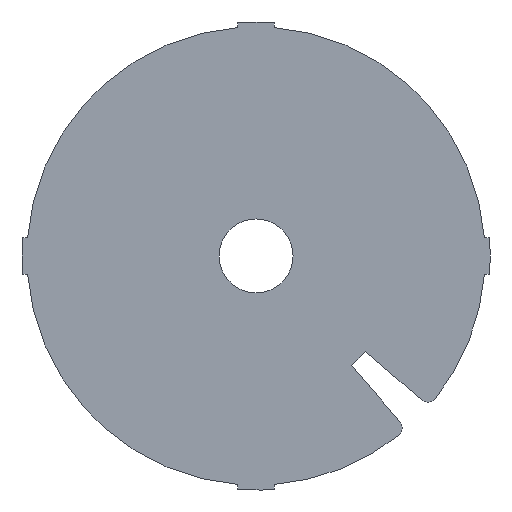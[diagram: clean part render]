
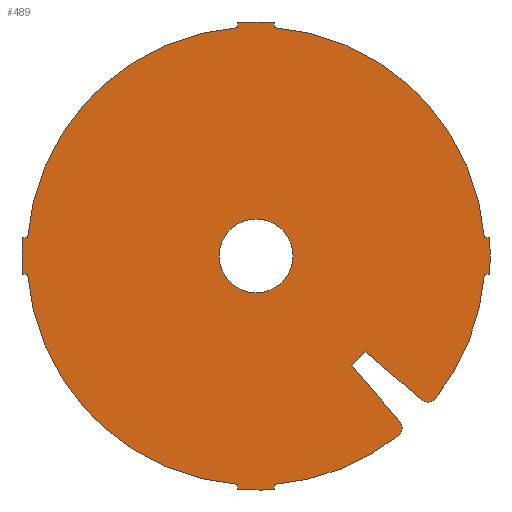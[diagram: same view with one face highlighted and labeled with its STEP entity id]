
A CAD part, front view. The second image highlights one B-rep face of the part: STEP entity #489.
In plain terms, the highlighted planar face has unit normal (0, -1, 0).
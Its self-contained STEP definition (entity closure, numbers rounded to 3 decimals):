
#20=FACE_BOUND('',#85,.T.);
#33=PLANE('',#553);
#58=FACE_OUTER_BOUND('',#84,.T.);
#84=EDGE_LOOP('',(#430,#431,#432,#433,#434,#435,#436,#437,#438,#439,#440,
#441,#442,#443,#444,#445,#446,#447,#448,#449,#450,#451));
#85=EDGE_LOOP('',(#452));
#87=LINE('',#715,#132);
#92=LINE('',#729,#137);
#97=LINE('',#747,#142);
#100=LINE('',#753,#145);
#103=LINE('',#759,#148);
#108=LINE('',#777,#153);
#112=LINE('',#789,#157);
#116=LINE('',#801,#161);
#120=LINE('',#813,#165);
#124=LINE('',#825,#169);
#128=LINE('',#837,#173);
#132=VECTOR('',#568,10.);
#137=VECTOR('',#581,10.);
#142=VECTOR('',#600,10.);
#145=VECTOR('',#605,10.);
#148=VECTOR('',#610,10.);
#153=VECTOR('',#629,10.);
#157=VECTOR('',#641,10.);
#161=VECTOR('',#653,10.);
#165=VECTOR('',#665,10.);
#169=VECTOR('',#677,10.);
#173=VECTOR('',#689,10.);
#177=CIRCLE('',#507,15.);
#178=CIRCLE('',#510,95.);
#180=CIRCLE('',#514,93.054);
#182=CIRCLE('',#517,4.);
#184=CIRCLE('',#523,4.);
#186=CIRCLE('',#526,93.074);
#188=CIRCLE('',#530,95.);
#190=CIRCLE('',#534,93.025);
#192=CIRCLE('',#538,95.);
#194=CIRCLE('',#542,93.025);
#196=CIRCLE('',#546,95.);
#198=CIRCLE('',#550,93.025);
#201=VERTEX_POINT('',#709);
#202=VERTEX_POINT('',#713);
#203=VERTEX_POINT('',#714);
#206=VERTEX_POINT('',#722);
#208=VERTEX_POINT('',#728);
#210=VERTEX_POINT('',#734);
#212=VERTEX_POINT('',#740);
#214=VERTEX_POINT('',#746);
#216=VERTEX_POINT('',#752);
#218=VERTEX_POINT('',#758);
#220=VERTEX_POINT('',#764);
#222=VERTEX_POINT('',#770);
#224=VERTEX_POINT('',#776);
#226=VERTEX_POINT('',#782);
#228=VERTEX_POINT('',#788);
#230=VERTEX_POINT('',#794);
#232=VERTEX_POINT('',#800);
#234=VERTEX_POINT('',#806);
#236=VERTEX_POINT('',#812);
#238=VERTEX_POINT('',#818);
#240=VERTEX_POINT('',#824);
#242=VERTEX_POINT('',#830);
#244=VERTEX_POINT('',#836);
#248=EDGE_CURVE('',#201,#201,#177,.T.);
#249=EDGE_CURVE('',#202,#203,#87,.T.);
#253=EDGE_CURVE('',#206,#203,#178,.T.);
#256=EDGE_CURVE('',#208,#206,#92,.T.);
#259=EDGE_CURVE('',#210,#208,#180,.T.);
#262=EDGE_CURVE('',#212,#210,#182,.T.);
#265=EDGE_CURVE('',#214,#212,#97,.T.);
#268=EDGE_CURVE('',#216,#214,#100,.T.);
#271=EDGE_CURVE('',#218,#216,#103,.T.);
#274=EDGE_CURVE('',#220,#218,#184,.T.);
#277=EDGE_CURVE('',#222,#220,#186,.T.);
#280=EDGE_CURVE('',#222,#224,#108,.T.);
#283=EDGE_CURVE('',#226,#224,#188,.T.);
#286=EDGE_CURVE('',#228,#226,#112,.T.);
#289=EDGE_CURVE('',#230,#228,#190,.T.);
#292=EDGE_CURVE('',#230,#232,#116,.T.);
#295=EDGE_CURVE('',#234,#232,#192,.T.);
#298=EDGE_CURVE('',#236,#234,#120,.T.);
#301=EDGE_CURVE('',#238,#236,#194,.T.);
#304=EDGE_CURVE('',#238,#240,#124,.T.);
#307=EDGE_CURVE('',#242,#240,#196,.T.);
#310=EDGE_CURVE('',#244,#242,#128,.T.);
#313=EDGE_CURVE('',#202,#244,#198,.T.);
#430=ORIENTED_EDGE('',*,*,#313,.F.);
#431=ORIENTED_EDGE('',*,*,#249,.T.);
#432=ORIENTED_EDGE('',*,*,#253,.F.);
#433=ORIENTED_EDGE('',*,*,#256,.F.);
#434=ORIENTED_EDGE('',*,*,#259,.F.);
#435=ORIENTED_EDGE('',*,*,#262,.F.);
#436=ORIENTED_EDGE('',*,*,#265,.F.);
#437=ORIENTED_EDGE('',*,*,#268,.F.);
#438=ORIENTED_EDGE('',*,*,#271,.F.);
#439=ORIENTED_EDGE('',*,*,#274,.F.);
#440=ORIENTED_EDGE('',*,*,#277,.F.);
#441=ORIENTED_EDGE('',*,*,#280,.T.);
#442=ORIENTED_EDGE('',*,*,#283,.F.);
#443=ORIENTED_EDGE('',*,*,#286,.F.);
#444=ORIENTED_EDGE('',*,*,#289,.F.);
#445=ORIENTED_EDGE('',*,*,#292,.T.);
#446=ORIENTED_EDGE('',*,*,#295,.F.);
#447=ORIENTED_EDGE('',*,*,#298,.F.);
#448=ORIENTED_EDGE('',*,*,#301,.F.);
#449=ORIENTED_EDGE('',*,*,#304,.T.);
#450=ORIENTED_EDGE('',*,*,#307,.F.);
#451=ORIENTED_EDGE('',*,*,#310,.F.);
#452=ORIENTED_EDGE('',*,*,#248,.F.);
#489=ADVANCED_FACE('',(#58,#20),#33,.F.);
#507=AXIS2_PLACEMENT_3D('',#711,#564,#565);
#510=AXIS2_PLACEMENT_3D('',#723,#574,#575);
#514=AXIS2_PLACEMENT_3D('',#735,#586,#587);
#517=AXIS2_PLACEMENT_3D('',#741,#593,#594);
#523=AXIS2_PLACEMENT_3D('',#765,#615,#616);
#526=AXIS2_PLACEMENT_3D('',#771,#622,#623);
#530=AXIS2_PLACEMENT_3D('',#783,#634,#635);
#534=AXIS2_PLACEMENT_3D('',#795,#646,#647);
#538=AXIS2_PLACEMENT_3D('',#807,#658,#659);
#542=AXIS2_PLACEMENT_3D('',#819,#670,#671);
#546=AXIS2_PLACEMENT_3D('',#831,#682,#683);
#550=AXIS2_PLACEMENT_3D('',#842,#694,#695);
#553=AXIS2_PLACEMENT_3D('',#845,#700,#701);
#564=DIRECTION('center_axis',(0.,-1.,0.));
#565=DIRECTION('ref_axis',(1.,0.,0.));
#568=DIRECTION('',(0.,0.,-1.));
#574=DIRECTION('center_axis',(0.,1.,0.));
#575=DIRECTION('ref_axis',(0.079,0.,-0.997));
#581=DIRECTION('',(0.,0.,-1.));
#586=DIRECTION('center_axis',(0.,1.,0.));
#587=DIRECTION('ref_axis',(0.621,0.,-0.783));
#593=DIRECTION('center_axis',(0.,1.,0.));
#594=DIRECTION('ref_axis',(0.755,0.,0.656));
#600=DIRECTION('',(0.653,0.,-0.758));
#605=DIRECTION('',(-0.707,0.,-0.707));
#610=DIRECTION('',(-0.758,0.,0.653));
#615=DIRECTION('center_axis',(0.,1.,0.));
#616=DIRECTION('ref_axis',(0.783,0.,-0.621));
#622=DIRECTION('center_axis',(0.,1.,0.));
#623=DIRECTION('ref_axis',(0.997,0.,-0.081));
#629=DIRECTION('',(1.,0.,0.));
#634=DIRECTION('center_axis',(0.,1.,0.));
#635=DIRECTION('ref_axis',(0.997,0.,0.079));
#641=DIRECTION('',(1.,0.,0.));
#646=DIRECTION('center_axis',(0.,1.,0.));
#647=DIRECTION('ref_axis',(0.081,0.,0.997));
#653=DIRECTION('',(0.,0.,1.));
#658=DIRECTION('center_axis',(0.,1.,0.));
#659=DIRECTION('ref_axis',(-0.079,0.,0.997));
#665=DIRECTION('',(0.,0.,1.));
#670=DIRECTION('center_axis',(0.,1.,0.));
#671=DIRECTION('ref_axis',(-0.997,0.,0.081));
#677=DIRECTION('',(-1.,0.,0.));
#682=DIRECTION('center_axis',(0.,1.,0.));
#683=DIRECTION('ref_axis',(-0.997,0.,-0.079));
#689=DIRECTION('',(-1.,0.,0.));
#694=DIRECTION('center_axis',(0.,1.,0.));
#695=DIRECTION('ref_axis',(-0.081,0.,-0.997));
#700=DIRECTION('center_axis',(0.,1.,0.));
#701=DIRECTION('ref_axis',(1.,0.,0.));
#709=CARTESIAN_POINT('',(-15.018,0.,-0.018));
#711=CARTESIAN_POINT('Origin',(-0.018,0.,-0.018));
#713=CARTESIAN_POINT('',(-7.535,0.,-92.739));
#714=CARTESIAN_POINT('',(-7.535,0.,-94.739));
#715=CARTESIAN_POINT('',(-7.535,0.,-92.739));
#722=CARTESIAN_POINT('',(7.465,0.,-94.739));
#723=CARTESIAN_POINT('Origin',(-0.035,0.,-0.035));
#728=CARTESIAN_POINT('',(7.465,0.,-92.739));
#729=CARTESIAN_POINT('',(7.465,0.,-92.739));
#734=CARTESIAN_POINT('',(57.761,0.,-72.896));
#735=CARTESIAN_POINT('Origin',(-0.064,0.,0.01));
#740=CARTESIAN_POINT('',(58.294,0.,-67.138));
#741=CARTESIAN_POINT('Origin',(55.275,0.,-69.762));
#746=CARTESIAN_POINT('',(38.757,0.,-44.451));
#747=CARTESIAN_POINT('',(38.757,0.,-44.451));
#752=CARTESIAN_POINT('',(44.38,0.,-38.828));
#753=CARTESIAN_POINT('',(44.38,0.,-38.828));
#758=CARTESIAN_POINT('',(67.067,0.,-58.365));
#759=CARTESIAN_POINT('',(67.067,0.,-58.365));
#764=CARTESIAN_POINT('',(72.825,0.,-57.832));
#765=CARTESIAN_POINT('Origin',(69.692,0.,-55.346));
#770=CARTESIAN_POINT('',(92.668,0.,-7.535));
#771=CARTESIAN_POINT('Origin',(-0.101,0.,0.001));
#776=CARTESIAN_POINT('',(94.668,0.,-7.535));
#777=CARTESIAN_POINT('',(92.668,0.,-7.535));
#782=CARTESIAN_POINT('',(94.668,0.,7.465));
#783=CARTESIAN_POINT('Origin',(-0.035,0.,-0.035));
#788=CARTESIAN_POINT('',(92.668,0.,7.465));
#789=CARTESIAN_POINT('',(92.668,0.,7.465));
#794=CARTESIAN_POINT('',(7.465,0.,92.668));
#795=CARTESIAN_POINT('Origin',(-0.053,0.,-0.053));
#800=CARTESIAN_POINT('',(7.465,0.,94.668));
#801=CARTESIAN_POINT('',(7.465,0.,92.668));
#806=CARTESIAN_POINT('',(-7.535,0.,94.668));
#807=CARTESIAN_POINT('Origin',(-0.035,0.,-0.035));
#812=CARTESIAN_POINT('',(-7.535,0.,92.668));
#813=CARTESIAN_POINT('',(-7.535,0.,92.668));
#818=CARTESIAN_POINT('',(-92.739,0.,7.465));
#819=CARTESIAN_POINT('Origin',(-0.018,0.,-0.053));
#824=CARTESIAN_POINT('',(-94.739,0.,7.465));
#825=CARTESIAN_POINT('',(-92.739,0.,7.465));
#830=CARTESIAN_POINT('',(-94.739,0.,-7.535));
#831=CARTESIAN_POINT('Origin',(-0.035,0.,-0.035));
#836=CARTESIAN_POINT('',(-92.739,0.,-7.535));
#837=CARTESIAN_POINT('',(-92.739,0.,-7.535));
#842=CARTESIAN_POINT('Origin',(-0.018,0.,-0.018));
#845=CARTESIAN_POINT('Origin',(-0.035,0.,-0.035));
